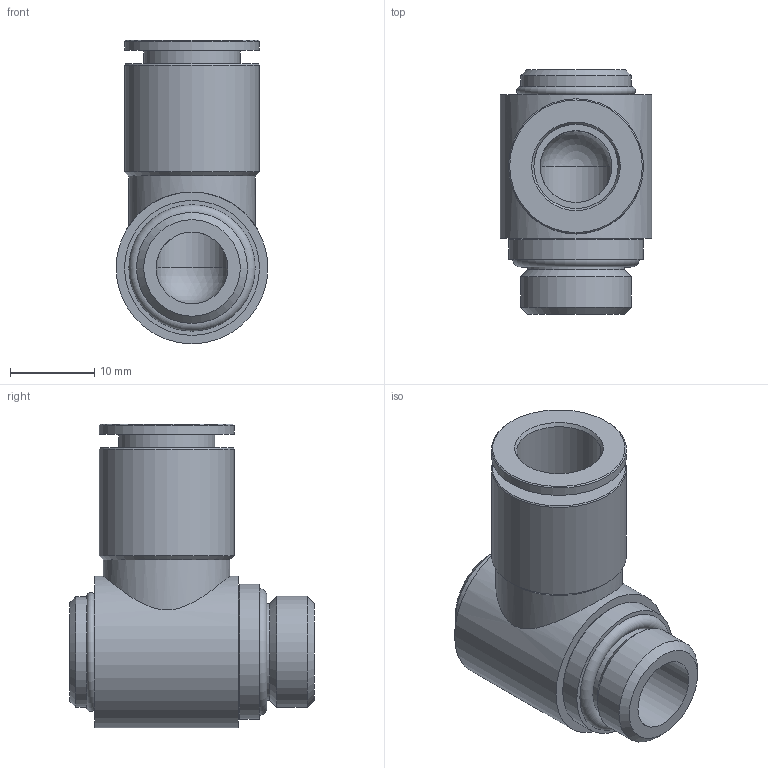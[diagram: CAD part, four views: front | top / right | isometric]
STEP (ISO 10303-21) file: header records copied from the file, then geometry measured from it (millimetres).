
FILE_DESCRIPTION(/* description */ ('STEP AP214'),/* implementation_level */ '2;1');
FILE_NAME(/* name */ '558823_NPQM-LK-G14-Q10-P10',/* time_stamp */ '2024-09-13T06:34:38+02:00',/* author */ ('License CC BY-ND 4.0'),/* organization */ ('CADENAS'),/* preprocessor_version */ 'ST-DEVELOPER v19.3',/* originating_system */ 'PARTsolutions',/* authorisation */ ' ');
FILE_SCHEMA (('AUTOMOTIVE_DESIGN {1 0 10303 214 3 1 1}'));
Length unit declared in the file: millimetre
Products named in the file (1): 558823 NPQM-LK-G14-Q10-P10
Bounding box: 18 x 29 x 36 mm (x, y, z)
Volume: 6665.3 mm3; surface area: 4434.3 mm2
Topology: 1 solids, 1 shells, 41 faces, 80 edges, 48 vertices
Faces by surface type: plane 16, cylinder 12, cone 10, torus 2, sphere 1
Full cylindrical faces by diameter (mm): 8.5 x2, 10 x1, 11.4 x1, 11.445 x1, 13.1 x1, 13.157 x1, 15 x1, 16 x3, 18 x1
Entity records: 1248 total; most frequent: CARTESIAN_POINT 191, DIRECTION 164, ORIENTED_EDGE 106, AXIS2_PLACEMENT_3D 76, EDGE_LOOP 75, FACE_BOUND 75, EDGE_CURVE 53, VERTEX_POINT 46
